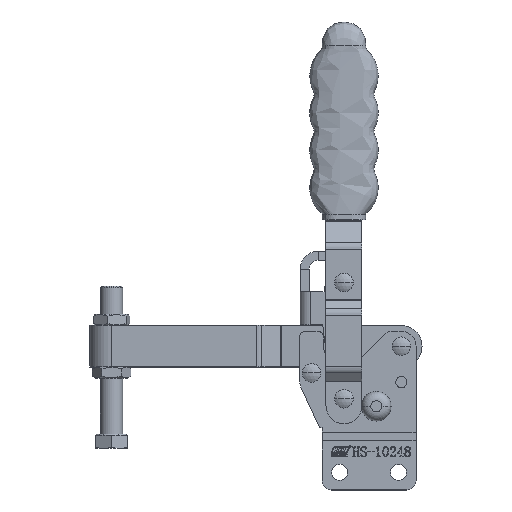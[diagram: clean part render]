
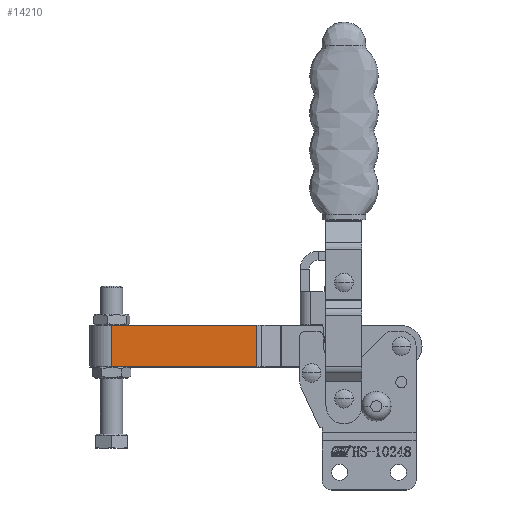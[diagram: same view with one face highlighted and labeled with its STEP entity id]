
A CAD part, top view. The second image highlights one B-rep face of the part: STEP entity #14210.
In plain terms, the highlighted face is planar.
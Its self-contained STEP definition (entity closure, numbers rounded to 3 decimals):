
#1497 = AXIS2_PLACEMENT_3D ( 'NONE', #8226, #8235, #8236 ) ;
#3172 = VERTEX_POINT ( 'NONE', #16216 ) ;
#3317 = VERTEX_POINT ( 'NONE', #16489 ) ;
#3417 = VERTEX_POINT ( 'NONE', #16565 ) ;
#4047 = ORIENTED_EDGE ( 'NONE', *, *, #22112, .T. ) ;
#4048 = ORIENTED_EDGE ( 'NONE', *, *, #22075, .T. ) ;
#4049 = ORIENTED_EDGE ( 'NONE', *, *, #22016, .T. ) ;
#4050 = ORIENTED_EDGE ( 'NONE', *, *, #22014, .F. ) ;
#8226 = CARTESIAN_POINT ( 'NONE',  ( 0., -11.7, 22.5 ) ) ;
#8233 = PLANE ( 'NONE',  #1497 ) ;
#8235 = DIRECTION ( 'NONE',  ( 0., -1., 0. ) ) ;
#8236 = DIRECTION ( 'NONE',  ( 0., 0., -1. ) ) ;
#11932 = VERTEX_POINT ( 'NONE', #28200 ) ;
#14210 = ADVANCED_FACE ( 'NONE', ( #23069 ), #8233, .T. ) ;
#16216 = CARTESIAN_POINT ( 'NONE',  ( 78.615, -11.7, 22.5 ) ) ;
#16489 = CARTESIAN_POINT ( 'NONE',  ( 0., -11.7, 22.5 ) ) ;
#16565 = CARTESIAN_POINT ( 'NONE',  ( 0., -11.7, 0. ) ) ;
#19287 = CARTESIAN_POINT ( 'NONE',  ( 0., -11.7, 0. ) ) ;
#19290 = DIRECTION ( 'NONE',  ( -1., 0., 0. ) ) ;
#19291 = DIRECTION ( 'NONE',  ( 0., 0., 1. ) ) ;
#19294 = CARTESIAN_POINT ( 'NONE',  ( 78.615, -11.7, 22.5 ) ) ;
#19422 = CARTESIAN_POINT ( 'NONE',  ( 0., -11.7, 22.5 ) ) ;
#19423 = DIRECTION ( 'NONE',  ( -1., 0., 0. ) ) ;
#19511 = DIRECTION ( 'NONE',  ( 0., 0., -1. ) ) ;
#19512 = CARTESIAN_POINT ( 'NONE',  ( 0., -11.7, 22.5 ) ) ;
#20916 = LINE ( 'NONE', #19287, #20921 ) ;
#20920 = LINE ( 'NONE', #19294, #20924 ) ;
#20921 = VECTOR ( 'NONE', #19290, 1000. ) ;
#20924 = VECTOR ( 'NONE', #19291, 1000. ) ;
#21024 = LINE ( 'NONE', #19422, #21026 ) ;
#21026 = VECTOR ( 'NONE', #19423, 1000. ) ;
#21082 = LINE ( 'NONE', #19512, #21084 ) ;
#21084 = VECTOR ( 'NONE', #19511, 1000. ) ;
#22014 = EDGE_CURVE ( 'NONE', #11932, #3417, #20916, .T. ) ;
#22016 = EDGE_CURVE ( 'NONE', #11932, #3172, #20920, .T. ) ;
#22075 = EDGE_CURVE ( 'NONE', #3172, #3317, #21024, .T. ) ;
#22112 = EDGE_CURVE ( 'NONE', #3317, #3417, #21082, .T. ) ;
#23069 = FACE_OUTER_BOUND ( 'NONE', #24527, .T. ) ;
#24527 = EDGE_LOOP ( 'NONE', ( #4050, #4049, #4048, #4047 ) ) ;
#28200 = CARTESIAN_POINT ( 'NONE',  ( 78.615, -11.7, 0. ) ) ;
